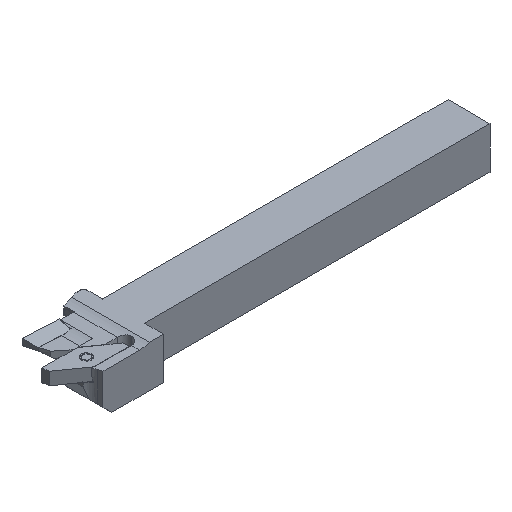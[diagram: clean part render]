
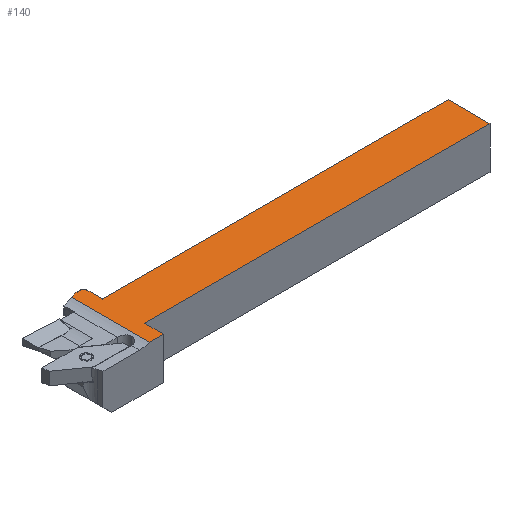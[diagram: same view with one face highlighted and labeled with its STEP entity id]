
A CAD part, isometric view. The second image highlights one B-rep face of the part: STEP entity #140.
In plain terms, the highlighted planar face has unit normal (0, 0, 1).
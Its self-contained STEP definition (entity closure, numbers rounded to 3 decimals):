
#39 = LINE ( 'NONE', #852, #2377 ) ;
#94 = CARTESIAN_POINT ( 'NONE',  ( -82.3, -5., 5. ) ) ;
#140 = ADVANCED_FACE ( 'NONE', ( #3445 ), #1401, .T. ) ;
#178 = LINE ( 'NONE', #1790, #1076 ) ;
#185 = VECTOR ( 'NONE', #1220, 1000. ) ;
#257 = DIRECTION ( 'NONE',  ( -0.707, 0.707, 0. ) ) ;
#265 = CARTESIAN_POINT ( 'NONE',  ( 0., 5., 5. ) ) ;
#274 = LINE ( 'NONE', #2741, #185 ) ;
#282 = VERTEX_POINT ( 'NONE', #402 ) ;
#299 = CARTESIAN_POINT ( 'NONE',  ( 0., 5., 5. ) ) ;
#402 = CARTESIAN_POINT ( 'NONE',  ( -82.3, -5., 5. ) ) ;
#504 = DIRECTION ( 'NONE',  ( 0., 0., 1. ) ) ;
#530 = CARTESIAN_POINT ( 'NONE',  ( 0., -5., 5. ) ) ;
#534 = VECTOR ( 'NONE', #2049, 1000. ) ;
#625 = DIRECTION ( 'NONE',  ( -0.978, -0.208, 0. ) ) ;
#675 = VERTEX_POINT ( 'NONE', #530 ) ;
#819 = CARTESIAN_POINT ( 'NONE',  ( 0., 0., 5. ) ) ;
#846 = CARTESIAN_POINT ( 'NONE',  ( -100., 9.5, 5. ) ) ;
#852 = CARTESIAN_POINT ( 'NONE',  ( -85.662, -177.484, 5. ) ) ;
#853 = VECTOR ( 'NONE', #2630, 1000. ) ;
#945 = LINE ( 'NONE', #265, #1631 ) ;
#1012 = DIRECTION ( 'NONE',  ( 1., 0., 0. ) ) ;
#1015 = EDGE_CURVE ( 'NONE', #3820, #282, #1623, .T. ) ;
#1062 = CARTESIAN_POINT ( 'NONE',  ( -100., -9.5, 5. ) ) ;
#1076 = VECTOR ( 'NONE', #257, 1000. ) ;
#1097 = EDGE_CURVE ( 'NONE', #2978, #3120, #39, .T. ) ;
#1147 = LINE ( 'NONE', #3971, #2674 ) ;
#1158 = AXIS2_PLACEMENT_3D ( 'NONE', #819, #504, #2323 ) ;
#1171 = DIRECTION ( 'NONE',  ( 0., 1., 0. ) ) ;
#1207 = LINE ( 'NONE', #1269, #1901 ) ;
#1220 = DIRECTION ( 'NONE',  ( 0., 1., 0. ) ) ;
#1232 = VERTEX_POINT ( 'NONE', #299 ) ;
#1239 = EDGE_CURVE ( 'NONE', #3030, #2334, #274, .T. ) ;
#1269 = CARTESIAN_POINT ( 'NONE',  ( -82.3, 5., 5. ) ) ;
#1345 = CARTESIAN_POINT ( 'NONE',  ( -83.05, 9.5, 5. ) ) ;
#1401 = PLANE ( 'NONE',  #1158 ) ;
#1438 = ORIENTED_EDGE ( 'NONE', *, *, #1964, .T. ) ;
#1497 = LINE ( 'NONE', #94, #2234 ) ;
#1560 = EDGE_CURVE ( 'NONE', #1989, #3120, #1147, .T. ) ;
#1623 = LINE ( 'NONE', #2943, #853 ) ;
#1631 = VECTOR ( 'NONE', #1171, 1000. ) ;
#1664 = DIRECTION ( 'NONE',  ( 1., 0., 0. ) ) ;
#1691 = EDGE_CURVE ( 'NONE', #282, #675, #1497, .T. ) ;
#1762 = EDGE_CURVE ( 'NONE', #3402, #1989, #3863, .T. ) ;
#1790 = CARTESIAN_POINT ( 'NONE',  ( -36.775, -36.775, 5. ) ) ;
#1881 = ORIENTED_EDGE ( 'NONE', *, *, #1097, .F. ) ;
#1883 = ORIENTED_EDGE ( 'NONE', *, *, #1691, .T. ) ;
#1901 = VECTOR ( 'NONE', #3726, 1000. ) ;
#1964 = EDGE_CURVE ( 'NONE', #2978, #3820, #3636, .T. ) ;
#1981 = VECTOR ( 'NONE', #1664, 1000. ) ;
#1989 = VERTEX_POINT ( 'NONE', #2939 ) ;
#2018 = CARTESIAN_POINT ( 'NONE',  ( -82.3, 5., 5. ) ) ;
#2049 = DIRECTION ( 'NONE',  ( -1., 0., 0. ) ) ;
#2125 = CARTESIAN_POINT ( 'NONE',  ( -85.662, 9.117, 5. ) ) ;
#2218 = EDGE_CURVE ( 'NONE', #675, #1232, #945, .T. ) ;
#2234 = VECTOR ( 'NONE', #1012, 1000. ) ;
#2323 = DIRECTION ( 'NONE',  ( 1., 0., 0. ) ) ;
#2334 = VERTEX_POINT ( 'NONE', #2610 ) ;
#2377 = VECTOR ( 'NONE', #3196, 1000. ) ;
#2433 = ORIENTED_EDGE ( 'NONE', *, *, #2688, .T. ) ;
#2610 = CARTESIAN_POINT ( 'NONE',  ( -82.3, 8.75, 5. ) ) ;
#2630 = DIRECTION ( 'NONE',  ( 0., 1., 0. ) ) ;
#2666 = ORIENTED_EDGE ( 'NONE', *, *, #1015, .T. ) ;
#2674 = VECTOR ( 'NONE', #625, 1000. ) ;
#2688 = EDGE_CURVE ( 'NONE', #2334, #3402, #178, .T. ) ;
#2723 = ORIENTED_EDGE ( 'NONE', *, *, #1239, .T. ) ;
#2741 = CARTESIAN_POINT ( 'NONE',  ( -82.3, 9.5, 5. ) ) ;
#2939 = CARTESIAN_POINT ( 'NONE',  ( -83.859, 9.5, 5. ) ) ;
#2943 = CARTESIAN_POINT ( 'NONE',  ( -82.3, -5., 5. ) ) ;
#2978 = VERTEX_POINT ( 'NONE', #3738 ) ;
#3021 = EDGE_LOOP ( 'NONE', ( #2723, #2433, #3533, #3064, #1881, #1438, #2666, #1883, #3410, #3584 ) ) ;
#3030 = VERTEX_POINT ( 'NONE', #2018 ) ;
#3064 = ORIENTED_EDGE ( 'NONE', *, *, #1560, .T. ) ;
#3120 = VERTEX_POINT ( 'NONE', #2125 ) ;
#3196 = DIRECTION ( 'NONE',  ( 0., 1., 0. ) ) ;
#3229 = EDGE_CURVE ( 'NONE', #1232, #3030, #1207, .T. ) ;
#3402 = VERTEX_POINT ( 'NONE', #1345 ) ;
#3410 = ORIENTED_EDGE ( 'NONE', *, *, #2218, .T. ) ;
#3412 = CARTESIAN_POINT ( 'NONE',  ( -82.3, -9.5, 5. ) ) ;
#3445 = FACE_OUTER_BOUND ( 'NONE', #3021, .T. ) ;
#3533 = ORIENTED_EDGE ( 'NONE', *, *, #1762, .T. ) ;
#3584 = ORIENTED_EDGE ( 'NONE', *, *, #3229, .T. ) ;
#3636 = LINE ( 'NONE', #1062, #1981 ) ;
#3726 = DIRECTION ( 'NONE',  ( -1., 0., 0. ) ) ;
#3738 = CARTESIAN_POINT ( 'NONE',  ( -85.662, -9.5, 5. ) ) ;
#3820 = VERTEX_POINT ( 'NONE', #3412 ) ;
#3863 = LINE ( 'NONE', #846, #534 ) ;
#3971 = CARTESIAN_POINT ( 'NONE',  ( -5.555, 26.14, 5. ) ) ;
